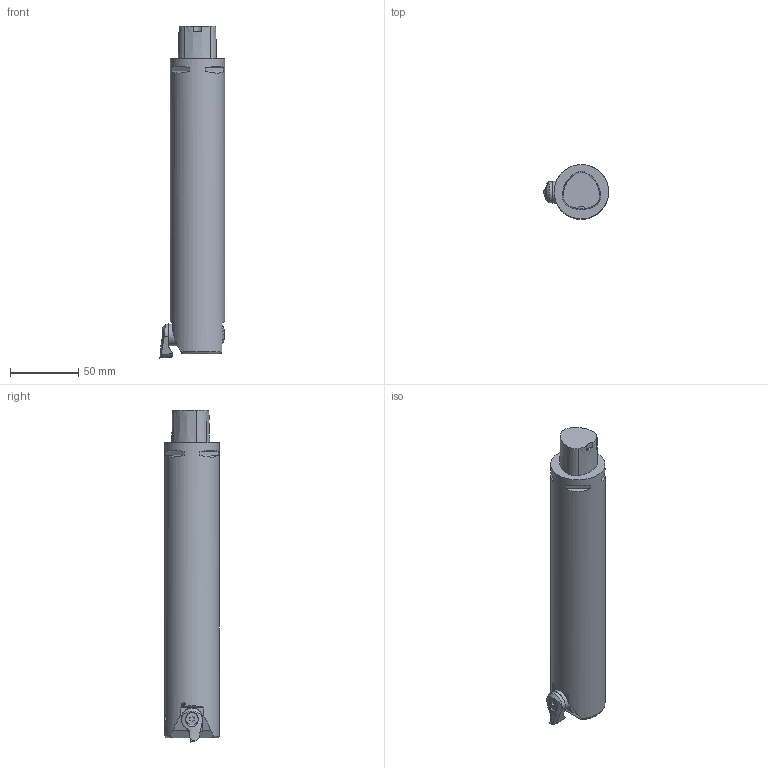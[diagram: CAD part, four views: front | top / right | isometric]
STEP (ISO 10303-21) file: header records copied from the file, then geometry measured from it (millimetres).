
FILE_DESCRIPTION(/* description */ (''),/* implementation_level */ '2;1');
FILE_NAME(/* name */ '1549449551522.stp',/* time_stamp */ '2019-02-06T11:39:29+01:00',/* author */ (''),/* organization */ ('SMS'),/* preprocessor_version */ 'ST-DEVELOPER v15',/* originating_system */ 'SIEMENS PLM Software NX 8.5',/* authorisation */ '');
FILE_SCHEMA (('AUTOMOTIVE_DESIGN { 1 0 10303 214 3 1 1 1 }'));
Length unit declared in the file: millimetre
Products named in the file (7): IsoTurningInsert; ASSEMBLY_CONSTRUCTION; 202057822mod000_00; 202043299mod000_00; 111168803mod000_01; 202060910mod000_00
Assembly tree (6 placements, depth 3):
  202060910mod000_00
    ASSEMBLY_CONSTRUCTION
    202043299mod000_00
    111168803mod000_01
      202057822mod000_00
      ASSEMBLY_CONSTRUCTION
      IsoTurningInsert
Bounding box: 47.97 x 40 x 244 mm (x, y, z)
Volume: 286019.1 mm3; surface area: 33094.3 mm2
Topology: 3 solids, 3 shells, 349 faces, 990 edges, 672 vertices
Faces by surface type: plane 293, cylinder 24, cone 22, torus 6, extrusion 3, sphere 1
Full cylindrical faces by diameter (mm): 1.6 x1, 2.1 x1, 2.5 x2, 3.52 x1, 3.6 x1, 6 x1, 6.029 x1, 9.2 x1, 16 x1, 40 x1
Entity records: 12197 total; most frequent: CARTESIAN_POINT 3320, ORIENTED_EDGE 1888, DIRECTION 1616, EDGE_CURVE 944, VERTEX_POINT 642, VECTOR 586, LINE 583, AXIS2_PLACEMENT_3D 515
